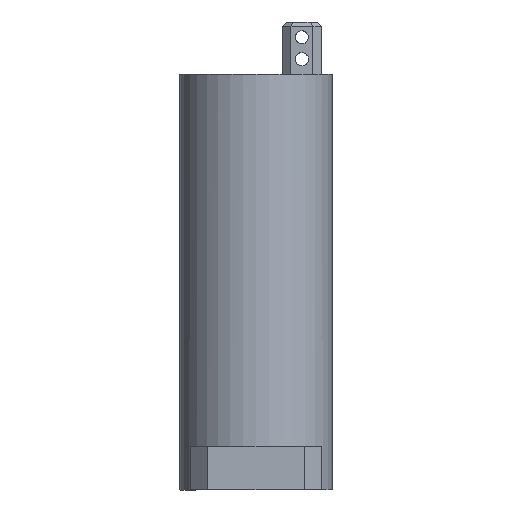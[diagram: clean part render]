
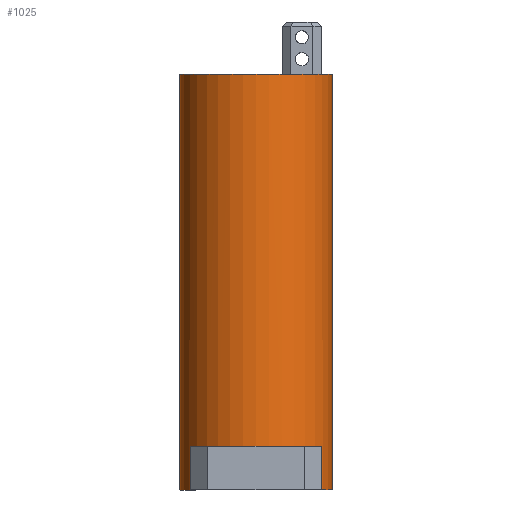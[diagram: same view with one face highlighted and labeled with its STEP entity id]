
A CAD part, front view. The second image highlights one B-rep face of the part: STEP entity #1025.
In plain terms, the highlighted cylindrical face has radius 17.5 mm (diameter 35 mm), a partial arc.
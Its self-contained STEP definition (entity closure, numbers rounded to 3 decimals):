
#748=AXIS2_PLACEMENT_3D('Circle Axis2P3D',#746,#747,$) ;
#762=AXIS2_PLACEMENT_3D('Circle Axis2P3D',#760,#761,$) ;
#971=AXIS2_PLACEMENT_3D('Cylinder Axis2P3D',#968,#969,#970) ;
#975=AXIS2_PLACEMENT_3D('Circle Axis2P3D',#973,#974,$) ;
#980=AXIS2_PLACEMENT_3D('Circle Axis2P3D',#978,#979,$) ;
#994=AXIS2_PLACEMENT_3D('Circle Axis2P3D',#992,#993,$) ;
#1008=AXIS2_PLACEMENT_3D('Circle Axis2P3D',#1006,#1007,$) ;
#729=CARTESIAN_POINT('Vertex',(-17.5,0.,-95.)) ;
#743=CARTESIAN_POINT('Vertex',(17.5,0.,-95.)) ;
#746=CARTESIAN_POINT('Axis2P3D Location',(0.,0.,-95.)) ;
#750=CARTESIAN_POINT('Vertex',(9.014,-15.,-95.)) ;
#757=CARTESIAN_POINT('Vertex',(-9.014,-15.,-95.)) ;
#760=CARTESIAN_POINT('Axis2P3D Location',(0.,0.,-95.)) ;
#870=CARTESIAN_POINT('Line Origine',(9.014,-15.,-92.5)) ;
#874=CARTESIAN_POINT('Vertex',(9.014,-15.,-90.)) ;
#881=CARTESIAN_POINT('Vertex',(-9.014,-15.,-90.)) ;
#884=CARTESIAN_POINT('Line Origine',(-9.014,-15.,-92.5)) ;
#901=CARTESIAN_POINT('Line Origine',(17.5,0.,-95.)) ;
#905=CARTESIAN_POINT('Vertex',(17.5,0.,0.)) ;
#941=CARTESIAN_POINT('Line Origine',(-17.5,0.,-95.)) ;
#945=CARTESIAN_POINT('Vertex',(-17.5,0.,0.)) ;
#968=CARTESIAN_POINT('Axis2P3D Location',(0.,0.,-95.)) ;
#973=CARTESIAN_POINT('Axis2P3D Location',(0.,0.,0.)) ;
#978=CARTESIAN_POINT('Axis2P3D Location',(0.,0.,-90.)) ;
#982=CARTESIAN_POINT('Vertex',(-11.136,-13.5,-90.)) ;
#985=CARTESIAN_POINT('Line Origine',(-11.136,-13.5,-95.)) ;
#989=CARTESIAN_POINT('Vertex',(-11.136,-13.5,-85.)) ;
#992=CARTESIAN_POINT('Axis2P3D Location',(0.,0.,-85.)) ;
#996=CARTESIAN_POINT('Vertex',(11.136,-13.5,-85.)) ;
#999=CARTESIAN_POINT('Line Origine',(11.136,-13.5,-95.)) ;
#1003=CARTESIAN_POINT('Vertex',(11.136,-13.5,-90.)) ;
#1006=CARTESIAN_POINT('Axis2P3D Location',(0.,0.,-90.)) ;
#747=DIRECTION('Axis2P3D Direction',(0.,0.,1.)) ;
#761=DIRECTION('Axis2P3D Direction',(0.,0.,1.)) ;
#871=DIRECTION('Vector Direction',(0.,0.,-1.)) ;
#885=DIRECTION('Vector Direction',(0.,0.,1.)) ;
#902=DIRECTION('Vector Direction',(0.,0.,1.)) ;
#942=DIRECTION('Vector Direction',(0.,0.,1.)) ;
#969=DIRECTION('Axis2P3D Direction',(0.,0.,1.)) ;
#970=DIRECTION('Axis2P3D XDirection',(-1.,0.,0.)) ;
#974=DIRECTION('Axis2P3D Direction',(0.,0.,1.)) ;
#979=DIRECTION('Axis2P3D Direction',(0.,0.,1.)) ;
#986=DIRECTION('Vector Direction',(0.,0.,1.)) ;
#993=DIRECTION('Axis2P3D Direction',(0.,0.,1.)) ;
#1000=DIRECTION('Vector Direction',(0.,0.,1.)) ;
#1007=DIRECTION('Axis2P3D Direction',(0.,0.,1.)) ;
#872=VECTOR('Line Direction',#871,1.) ;
#886=VECTOR('Line Direction',#885,1.) ;
#903=VECTOR('Line Direction',#902,1.) ;
#943=VECTOR('Line Direction',#942,1.) ;
#987=VECTOR('Line Direction',#986,1.) ;
#1001=VECTOR('Line Direction',#1000,1.) ;
#1012=ORIENTED_EDGE('',*,*,#752,.T.) ;
#1013=ORIENTED_EDGE('',*,*,#907,.T.) ;
#1014=ORIENTED_EDGE('',*,*,#977,.T.) ;
#1015=ORIENTED_EDGE('',*,*,#947,.F.) ;
#1016=ORIENTED_EDGE('',*,*,#764,.T.) ;
#1017=ORIENTED_EDGE('',*,*,#888,.T.) ;
#1018=ORIENTED_EDGE('',*,*,#984,.T.) ;
#1019=ORIENTED_EDGE('',*,*,#991,.T.) ;
#1020=ORIENTED_EDGE('',*,*,#998,.T.) ;
#1021=ORIENTED_EDGE('',*,*,#1005,.T.) ;
#1022=ORIENTED_EDGE('',*,*,#1010,.T.) ;
#1023=ORIENTED_EDGE('',*,*,#876,.T.) ;
#1025=ADVANCED_FACE('01_SSR05_\X2\4E38578B30B330A230593063307D3093672C4F53\X0\',(#1024),#972,.T.) ;
#749=CIRCLE('generated circle',#748,17.5) ;
#763=CIRCLE('generated circle',#762,17.5) ;
#976=CIRCLE('generated circle',#975,17.5) ;
#981=CIRCLE('generated circle',#980,17.5) ;
#995=CIRCLE('generated circle',#994,17.5) ;
#1009=CIRCLE('generated circle',#1008,17.5) ;
#972=CYLINDRICAL_SURFACE('generated cylinder',#971,17.5) ;
#752=EDGE_CURVE('',#751,#744,#749,.T.) ;
#764=EDGE_CURVE('',#730,#758,#763,.T.) ;
#876=EDGE_CURVE('',#875,#751,#873,.T.) ;
#888=EDGE_CURVE('',#758,#882,#887,.T.) ;
#907=EDGE_CURVE('',#744,#906,#904,.T.) ;
#947=EDGE_CURVE('',#730,#946,#944,.T.) ;
#977=EDGE_CURVE('',#906,#946,#976,.F.) ;
#984=EDGE_CURVE('',#882,#983,#981,.F.) ;
#991=EDGE_CURVE('',#983,#990,#988,.T.) ;
#998=EDGE_CURVE('',#990,#997,#995,.T.) ;
#1005=EDGE_CURVE('',#997,#1004,#1002,.F.) ;
#1010=EDGE_CURVE('',#1004,#875,#1009,.F.) ;
#1011=EDGE_LOOP('',(#1012,#1013,#1014,#1015,#1016,#1017,#1018,#1019,#1020,#1021,#1022,#1023)) ;
#1024=FACE_OUTER_BOUND('',#1011,.T.) ;
#873=LINE('Line',#870,#872) ;
#887=LINE('Line',#884,#886) ;
#904=LINE('Line',#901,#903) ;
#944=LINE('Line',#941,#943) ;
#988=LINE('Line',#985,#987) ;
#1002=LINE('Line',#999,#1001) ;
#730=VERTEX_POINT('',#729) ;
#744=VERTEX_POINT('',#743) ;
#751=VERTEX_POINT('',#750) ;
#758=VERTEX_POINT('',#757) ;
#875=VERTEX_POINT('',#874) ;
#882=VERTEX_POINT('',#881) ;
#906=VERTEX_POINT('',#905) ;
#946=VERTEX_POINT('',#945) ;
#983=VERTEX_POINT('',#982) ;
#990=VERTEX_POINT('',#989) ;
#997=VERTEX_POINT('',#996) ;
#1004=VERTEX_POINT('',#1003) ;
